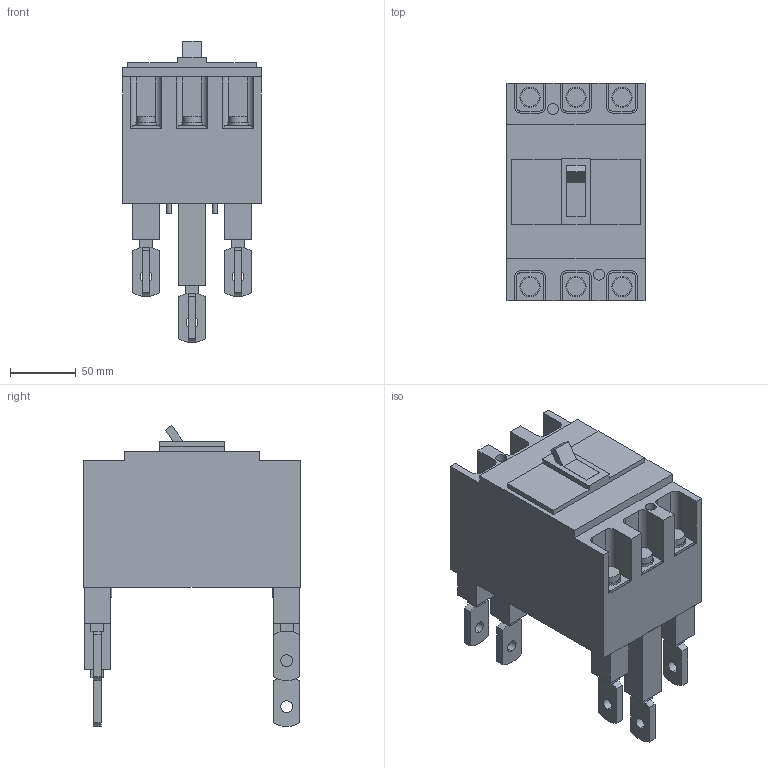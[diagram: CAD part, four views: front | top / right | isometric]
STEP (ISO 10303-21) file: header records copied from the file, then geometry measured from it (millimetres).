
FILE_DESCRIPTION(('CoCreate Modeling STEP Export'),'2;1');
FILE_NAME('Ｈ１００ＮＦ３Ｒ.stp','2016-03-28T15:37:24',(''),(''),'CoCreate Modeling STEP processor for AP214 (Solid Model)','CoCreate Modeling 17.0 01-Apr-2010 (C) Parametric Technology GmbH','');
FILE_SCHEMA(('AUTOMOTIVE_DESIGN { 1 0 10303 214 1 1 1 1 }'));
Length unit declared in the file: millimetre
Products named in the file (5): ｐ4.2; ｐ3; p1; p2; Ｈ１００ＮＦ３Ｒ
Assembly tree (15 placements, depth 2):
  Ｈ１００ＮＦ３Ｒ
    ｐ3  x6
    ｐ4.2  x6
    p2  x2
    p1
Bounding box: 105 x 165 x 229 mm (x, y, z)
Volume: 1768421.8 mm3; surface area: 153693.2 mm2
Topology: 15 solids, 15 shells, 352 faces, 832 edges, 546 vertices
Faces by surface type: plane 216, cylinder 136
Entity records: 8408 total; most frequent: ORIENTED_EDGE 1220, CARTESIAN_POINT 1166, DIRECTION 1102, EDGE_CURVE 610, VECTOR 434, LINE 434, VERTEX_POINT 398, AXIS2_PLACEMENT_3D 334
